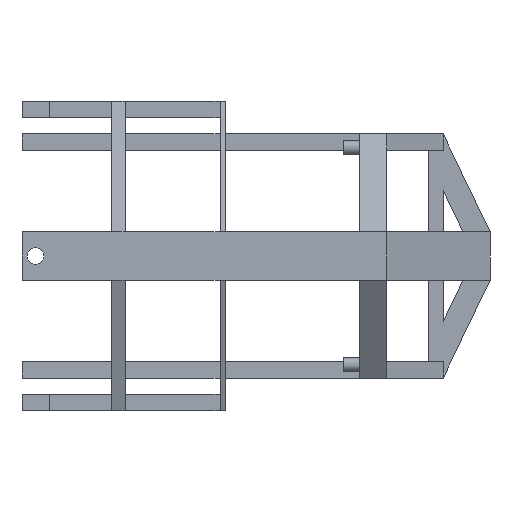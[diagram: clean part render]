
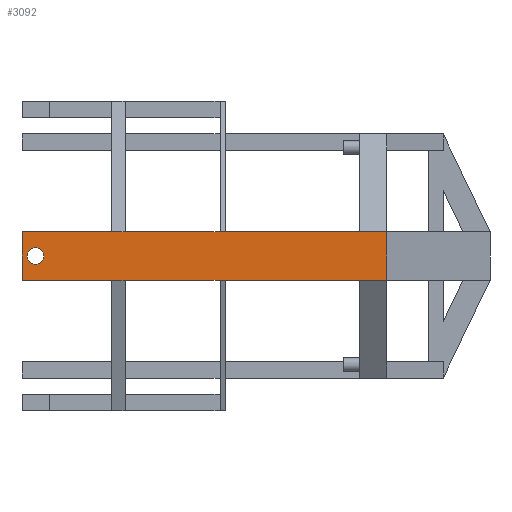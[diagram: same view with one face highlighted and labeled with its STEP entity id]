
A CAD part, front view. The second image highlights one B-rep face of the part: STEP entity #3092.
In plain terms, the highlighted planar face has unit normal (0, -1, 0).
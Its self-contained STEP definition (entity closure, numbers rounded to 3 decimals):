
#37=FACE_BOUND('',#274,.T.);
#57=CIRCLE('',#3269,3.);
#109=FACE_OUTER_BOUND('',#273,.T.);
#273=EDGE_LOOP('',(#2284,#2285,#2286,#2287,#2288,#2289,#2290,#2291,#2292,
#2293,#2294,#2295,#2296,#2297));
#274=EDGE_LOOP('',(#2298));
#434=LINE('',#4260,#868);
#438=LINE('',#4268,#872);
#442=LINE('',#4276,#876);
#501=LINE('',#4410,#935);
#504=LINE('',#4416,#938);
#508=LINE('',#4424,#942);
#599=LINE('',#4607,#1033);
#600=LINE('',#4608,#1034);
#601=LINE('',#4609,#1035);
#602=LINE('',#4611,#1036);
#603=LINE('',#4613,#1037);
#604=LINE('',#4614,#1038);
#605=LINE('',#4615,#1039);
#606=LINE('',#4616,#1040);
#868=VECTOR('',#3458,10.);
#872=VECTOR('',#3462,10.);
#876=VECTOR('',#3466,10.);
#935=VECTOR('',#3563,10.);
#938=VECTOR('',#3566,10.);
#942=VECTOR('',#3570,10.);
#1033=VECTOR('',#3705,10.);
#1034=VECTOR('',#3706,10.);
#1035=VECTOR('',#3707,10.);
#1036=VECTOR('',#3708,10.);
#1037=VECTOR('',#3709,10.);
#1038=VECTOR('',#3710,10.);
#1039=VECTOR('',#3711,10.);
#1040=VECTOR('',#3712,10.);
#1291=VERTEX_POINT('',#4257);
#1292=VERTEX_POINT('',#4259);
#1295=VERTEX_POINT('',#4265);
#1296=VERTEX_POINT('',#4267);
#1299=VERTEX_POINT('',#4273);
#1300=VERTEX_POINT('',#4275);
#1321=VERTEX_POINT('',#4322);
#1356=VERTEX_POINT('',#4408);
#1358=VERTEX_POINT('',#4413);
#1359=VERTEX_POINT('',#4415);
#1362=VERTEX_POINT('',#4421);
#1363=VERTEX_POINT('',#4423);
#1432=VERTEX_POINT('',#4601);
#1434=VERTEX_POINT('',#4610);
#1435=VERTEX_POINT('',#4612);
#1580=EDGE_CURVE('',#1291,#1292,#434,.T.);
#1584=EDGE_CURVE('',#1295,#1296,#438,.T.);
#1588=EDGE_CURVE('',#1299,#1300,#442,.T.);
#1657=EDGE_CURVE('',#1321,#1356,#501,.T.);
#1660=EDGE_CURVE('',#1359,#1358,#504,.T.);
#1664=EDGE_CURVE('',#1363,#1362,#508,.T.);
#1754=EDGE_CURVE('',#1432,#1432,#57,.T.);
#1757=EDGE_CURVE('',#1363,#1291,#599,.T.);
#1758=EDGE_CURVE('',#1362,#1359,#600,.T.);
#1759=EDGE_CURVE('',#1358,#1321,#601,.T.);
#1760=EDGE_CURVE('',#1356,#1434,#602,.T.);
#1761=EDGE_CURVE('',#1435,#1434,#603,.T.);
#1762=EDGE_CURVE('',#1300,#1435,#604,.T.);
#1763=EDGE_CURVE('',#1296,#1299,#605,.T.);
#1764=EDGE_CURVE('',#1292,#1295,#606,.T.);
#2284=ORIENTED_EDGE('',*,*,#1757,.F.);
#2285=ORIENTED_EDGE('',*,*,#1664,.T.);
#2286=ORIENTED_EDGE('',*,*,#1758,.T.);
#2287=ORIENTED_EDGE('',*,*,#1660,.T.);
#2288=ORIENTED_EDGE('',*,*,#1759,.T.);
#2289=ORIENTED_EDGE('',*,*,#1657,.T.);
#2290=ORIENTED_EDGE('',*,*,#1760,.T.);
#2291=ORIENTED_EDGE('',*,*,#1761,.F.);
#2292=ORIENTED_EDGE('',*,*,#1762,.F.);
#2293=ORIENTED_EDGE('',*,*,#1588,.F.);
#2294=ORIENTED_EDGE('',*,*,#1763,.F.);
#2295=ORIENTED_EDGE('',*,*,#1584,.F.);
#2296=ORIENTED_EDGE('',*,*,#1764,.F.);
#2297=ORIENTED_EDGE('',*,*,#1580,.F.);
#2298=ORIENTED_EDGE('',*,*,#1754,.T.);
#2949=PLANE('',#3271);
#3092=ADVANCED_FACE('',(#109,#37),#2949,.T.);
#3269=AXIS2_PLACEMENT_3D('',#4602,#3698,#3699);
#3271=AXIS2_PLACEMENT_3D('',#4606,#3703,#3704);
#3458=DIRECTION('',(1.,0.,0.));
#3462=DIRECTION('',(1.,0.,0.));
#3466=DIRECTION('',(1.,0.,0.));
#3563=DIRECTION('',(1.,0.,0.));
#3566=DIRECTION('',(1.,0.,0.));
#3570=DIRECTION('',(1.,0.,0.));
#3698=DIRECTION('center_axis',(0.,1.,0.));
#3699=DIRECTION('ref_axis',(-1.,0.,0.));
#3703=DIRECTION('center_axis',(0.,-1.,0.));
#3704=DIRECTION('ref_axis',(0.,0.,-1.));
#3705=DIRECTION('',(0.,0.,1.));
#3706=DIRECTION('',(1.,0.,0.));
#3707=DIRECTION('',(1.,0.,0.));
#3708=DIRECTION('',(1.,0.,0.));
#3709=DIRECTION('',(0.,0.,-1.));
#3710=DIRECTION('',(1.,0.,0.));
#3711=DIRECTION('',(1.,0.,0.));
#3712=DIRECTION('',(1.,0.,0.));
#4257=CARTESIAN_POINT('',(-5.,70.,-76.));
#4259=CARTESIAN_POINT('',(28.,70.,-76.));
#4260=CARTESIAN_POINT('',(-73.,70.,-76.));
#4265=CARTESIAN_POINT('',(33.,70.,-76.));
#4267=CARTESIAN_POINT('',(68.,70.,-76.));
#4268=CARTESIAN_POINT('',(-73.,70.,-76.));
#4273=CARTESIAN_POINT('',(70.,70.,-76.));
#4275=CARTESIAN_POINT('',(119.5,70.,-76.));
#4276=CARTESIAN_POINT('',(-73.,70.,-76.));
#4322=CARTESIAN_POINT('',(70.,70.,-94.));
#4408=CARTESIAN_POINT('',(119.5,70.,-94.));
#4410=CARTESIAN_POINT('',(-73.,70.,-94.));
#4413=CARTESIAN_POINT('',(68.,70.,-94.));
#4415=CARTESIAN_POINT('',(33.,70.,-94.));
#4416=CARTESIAN_POINT('',(-73.,70.,-94.));
#4421=CARTESIAN_POINT('',(28.,70.,-94.));
#4423=CARTESIAN_POINT('',(-5.,70.,-94.));
#4424=CARTESIAN_POINT('',(-73.,70.,-94.));
#4601=CARTESIAN_POINT('',(3.,70.,-85.));
#4602=CARTESIAN_POINT('Origin',(0.,70.,-85.));
#4606=CARTESIAN_POINT('Origin',(-74.,70.,-85.));
#4607=CARTESIAN_POINT('',(-5.,70.,-89.5));
#4608=CARTESIAN_POINT('',(-73.,70.,-94.));
#4609=CARTESIAN_POINT('',(-73.,70.,-94.));
#4610=CARTESIAN_POINT('',(129.5,70.,-94.));
#4611=CARTESIAN_POINT('',(-73.,70.,-94.));
#4612=CARTESIAN_POINT('',(129.5,70.,-76.));
#4613=CARTESIAN_POINT('',(129.5,70.,-76.));
#4614=CARTESIAN_POINT('',(-73.,70.,-76.));
#4615=CARTESIAN_POINT('',(-73.,70.,-76.));
#4616=CARTESIAN_POINT('',(-73.,70.,-76.));
